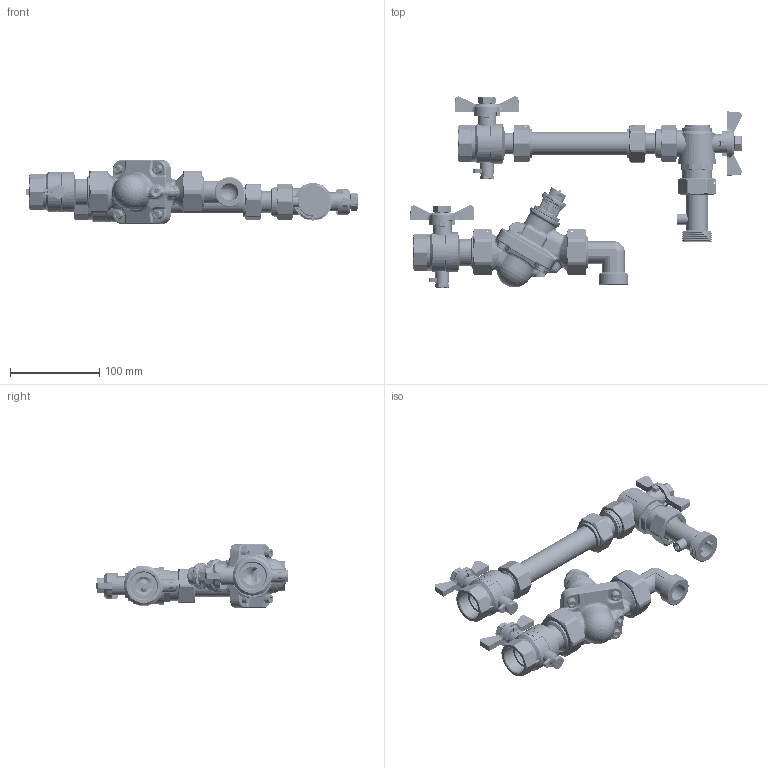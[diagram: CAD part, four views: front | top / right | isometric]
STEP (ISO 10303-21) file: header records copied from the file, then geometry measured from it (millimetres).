
FILE_DESCRIPTION(/* description */ ('Unknown'),/* implementation_level */ '2;1');
FILE_NAME(/* name */ '85121032',/* time_stamp */ '2023-07-20T08:40:29+02:00',/* author */ ('Unknown'),/* organization */ ('Unknown'),/* preprocessor_version */ 'ST-DEVELOPER v18.102',/* originating_system */ 'Solid Edge',/* authorisation */ 'Unknown');
FILE_SCHEMA (('AUTOMOTIVE_DESIGN {1 0 10303 214 3 1 1}'));
Length unit declared in the file: millimetre
Products named in the file (73): 85121032; 722-66_1zoll_oa_0; verschraubung-co; Überwurfmutte 1; Einschraubteil_722_66; Dichtung; Sperring; Dichtung_0; Schtaube; Kvrper-co_oa_1; Körper_722_66; Spindel-zus._oa_2; Spindel; Mutter_M8; Stopfbuchse_; Flügelgriff 1; Rohrnippel-1-130; 725-56; _berwurfmutter_0; St_tze_0; O-Ring_0; StoppRing_0; Speerring_0; 745_66; 600-1-Mutter-fl.g.; 2.149.025; Einschraubteil_025; Körper_025; 600-1-spindel; 600-1-Stopfbuchse; 97000077-1 1_4; AB-PM DN25; 51340060_AF0; 8906580; 8906519; 8906659; 51340060; 51340060_AF1; 8906704; 8906149_ASM ...
Assembly tree (78 placements, depth 5):
  85121032
    722-66_1zoll_oa_0
      verschraubung-co
        Überwurfmutte 1
        Einschraubteil_722_66
        Dichtung
        Sperring
      Dichtung_0
      Schtaube
      Kvrper-co_oa_1
        Körper_722_66
      Spindel-zus._oa_2
        Spindel
        Mutter_M8
        Stopfbuchse_
      Flügelgriff 1
    Rohrnippel-1-130
    725-56
      _berwurfmutter_0
      St_tze_0
      O-Ring_0
      Dichtung_0
      StoppRing_0
      Speerring_0
    745_66
      600-1-Mutter-fl.g.
      Flügelgriff 1
      2.149.025
        Einschraubteil_025
        Körper_025
        600-1-spindel
        600-1-Stopfbuchse
    97000077-1 1_4  x2
    AB-PM DN25
      51340060_AF0  x3
      8906580
      8906519
      8906659
      51340060  x2
      51340060_AF1
      8906704
      8906149_ASM
        54590530_ORING_25X2_5
        8906216
        O-R_10-5X1-5_54590450
        8906157
        8906227
        D3-STIFT-32_ASM
          D3-SPRINGRINGINTERNAL
          D3-STIFT
    98000726-66-1_16
      98000726-66-1_16 _ Körper
      Speerring
      郻M_1
      97000077-1
    722-67_oa_3
      Spindel-co_oa_4
        Spindel
        Stopfbuchse
        M10-1-Mutter-al.g.
Bounding box: 371.3 x 213.9 x 71 mm (x, y, z)
Volume: 448916.3 mm3; surface area: 270298.4 mm2
Topology: 62 solids, 62 shells, 5910 faces, 15233 edges, 9665 vertices
Faces by surface type: plane 3071, cylinder 1314, bspline 825, cone 375, torus 239, sphere 86
Full cylindrical faces by diameter (mm): 0.3 x1, 1.5 x7, 3 x1, 3.05 x1, 3.2 x2, 3.4 x1, 3.5 x2, 5 x2, 5.28 x5, 5.5 x1, 5.9 x3, 5.93 x6, 6.6 x1, 6.7 x1, 6.8 x4, 7.5 x1, 8 x1, 8.1 x1, 8.2 x1, 8.3 x1, 8.5 x3, 8.8 x2, 8.9 x2, 8.92 x2, 9.6 x1, 10 x10, 11 x5, 12 x8, 12.1 x2, 12.5 x4
Entity records: 217464 total; most frequent: CARTESIAN_POINT 81176, ORIENTED_EDGE 28302, DIRECTION 27003, EDGE_CURVE 14151, AXIS2_PLACEMENT_3D 10708, VERTEX_POINT 9233, FACE_BOUND 6560, EDGE_LOOP 6553
